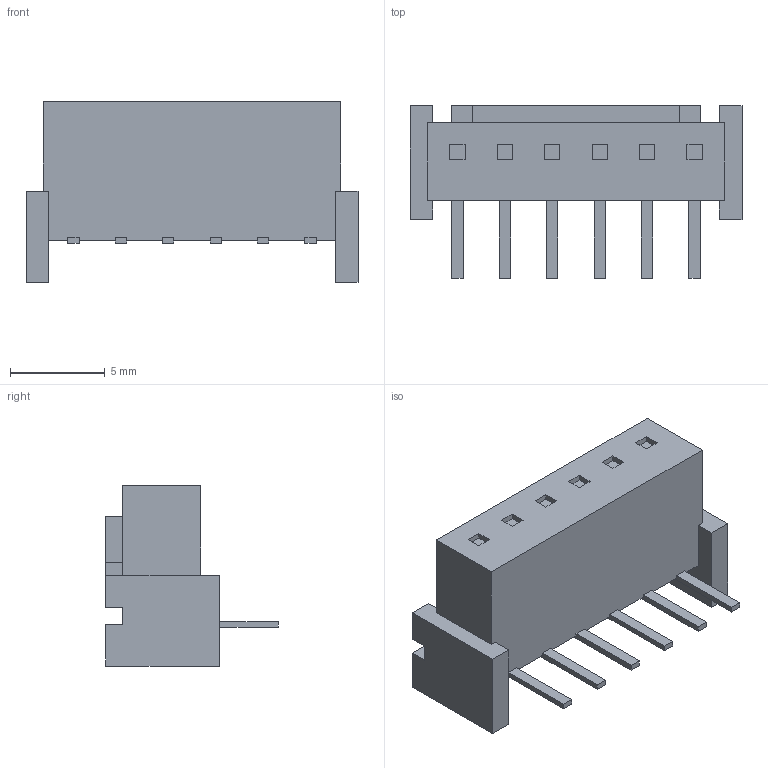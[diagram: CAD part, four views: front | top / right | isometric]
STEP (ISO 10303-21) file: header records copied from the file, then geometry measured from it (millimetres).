
FILE_DESCRIPTION (( 'STEP AP214' ), '1' );
FILE_NAME ('06JQ-ST.STEP', '2012-03-07T06:01:58', ( ' ' ), ( ' ' ), 'SwSTEP 2.0', 'SolidWorks 2005235', '' );
FILE_SCHEMA (( 'AUTOMOTIVE_DESIGN' ));
Length unit declared in the file: millimetre
Products named in the file (1): 06JQ-ST
Bounding box: 17.5 x 9.1 x 9.5 mm (x, y, z)
Volume: 559.9 mm3; surface area: 627.5 mm2
Topology: 1 solids, 1 shells, 105 faces, 286 edges, 190 vertices
Faces by surface type: plane 105
Entity records: 4422 total; most frequent: CARTESIAN_POINT 582, ORIENTED_EDGE 572, DIRECTION 498, EDGE_CURVE 286, VECTOR 286, LINE 286, VERTEX_POINT 190, EDGE_LOOP 112
